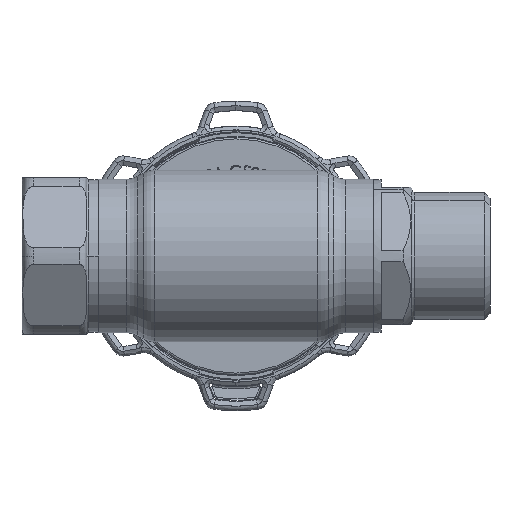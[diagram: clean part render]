
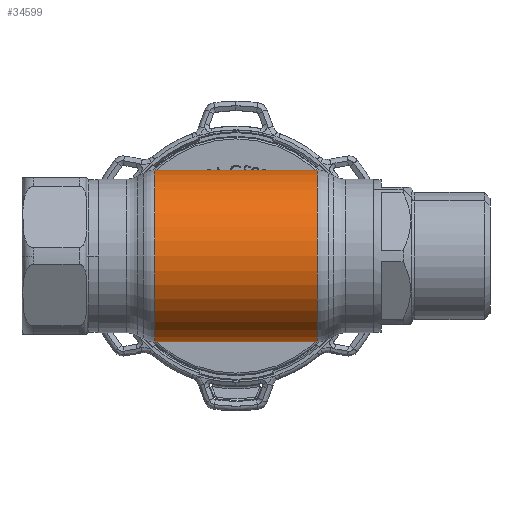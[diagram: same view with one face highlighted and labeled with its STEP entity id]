
A CAD part, front view. The second image highlights one B-rep face of the part: STEP entity #34599.
In plain terms, the highlighted cylindrical face has radius 22.5 mm (diameter 45 mm), a partial arc.
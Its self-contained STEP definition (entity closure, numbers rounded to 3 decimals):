
#32 = ORIENTED_EDGE ( 'NONE', *, *, #38977, .F. ) ;
#974 = LINE ( 'NONE', #13044, #26308 ) ;
#2307 = CARTESIAN_POINT ( 'NONE',  ( -21.285, 0., 0. ) ) ;
#4556 = FACE_OUTER_BOUND ( 'NONE', #25886, .T. ) ;
#4996 = ORIENTED_EDGE ( 'NONE', *, *, #7580, .F. ) ;
#5408 = AXIS2_PLACEMENT_3D ( 'NONE', #39139, #33388, #11831 ) ;
#5922 = CARTESIAN_POINT ( 'NONE',  ( -62.69, 0., 22.5 ) ) ;
#7580 = EDGE_CURVE ( 'NONE', #14343, #36710, #25224, .T. ) ;
#8248 = DIRECTION ( 'NONE',  ( -1., 0., 0. ) ) ;
#9186 = VERTEX_POINT ( 'NONE', #21133 ) ;
#10306 = EDGE_CURVE ( 'NONE', #22541, #36710, #33172, .T. ) ;
#11181 = CARTESIAN_POINT ( 'NONE',  ( 21.285, 0., 22.5 ) ) ;
#11831 = DIRECTION ( 'NONE',  ( 0., 0., 1. ) ) ;
#13044 = CARTESIAN_POINT ( 'NONE',  ( -62.69, 0., -22.5 ) ) ;
#13236 = DIRECTION ( 'NONE',  ( -1., 0., 0. ) ) ;
#14343 = VERTEX_POINT ( 'NONE', #19741 ) ;
#17215 = DIRECTION ( 'NONE',  ( 0., 0., 1. ) ) ;
#17881 = VECTOR ( 'NONE', #35759, 1000. ) ;
#18995 = CARTESIAN_POINT ( 'NONE',  ( -21.285, 0., 22.5 ) ) ;
#19004 = AXIS2_PLACEMENT_3D ( 'NONE', #26416, #8248, #17215 ) ;
#19741 = CARTESIAN_POINT ( 'NONE',  ( -21.285, 0., -22.5 ) ) ;
#20320 = DIRECTION ( 'NONE',  ( 0., 0., 1. ) ) ;
#21133 = CARTESIAN_POINT ( 'NONE',  ( 21.285, 0., -22.5 ) ) ;
#21919 = ORIENTED_EDGE ( 'NONE', *, *, #10306, .T. ) ;
#22541 = VERTEX_POINT ( 'NONE', #11181 ) ;
#22630 = CYLINDRICAL_SURFACE ( 'NONE', #19004, 22.5 ) ;
#23927 = DIRECTION ( 'NONE',  ( -1., 0., 0. ) ) ;
#25224 = CIRCLE ( 'NONE', #27127, 22.5 ) ;
#25886 = EDGE_LOOP ( 'NONE', ( #32, #31507, #21919, #4996 ) ) ;
#26308 = VECTOR ( 'NONE', #13236, 1000. ) ;
#26416 = CARTESIAN_POINT ( 'NONE',  ( -62.69, 0., 0. ) ) ;
#27127 = AXIS2_PLACEMENT_3D ( 'NONE', #2307, #23927, #20320 ) ;
#30995 = EDGE_CURVE ( 'NONE', #9186, #22541, #39027, .T. ) ;
#31507 = ORIENTED_EDGE ( 'NONE', *, *, #30995, .T. ) ;
#33172 = LINE ( 'NONE', #5922, #17881 ) ;
#33388 = DIRECTION ( 'NONE',  ( -1., 0., 0. ) ) ;
#34599 = ADVANCED_FACE ( 'NONE', ( #4556 ), #22630, .T. ) ;
#35759 = DIRECTION ( 'NONE',  ( -1., 0., 0. ) ) ;
#36710 = VERTEX_POINT ( 'NONE', #18995 ) ;
#38977 = EDGE_CURVE ( 'NONE', #9186, #14343, #974, .T. ) ;
#39027 = CIRCLE ( 'NONE', #5408, 22.5 ) ;
#39139 = CARTESIAN_POINT ( 'NONE',  ( 21.285, 0., 0. ) ) ;
